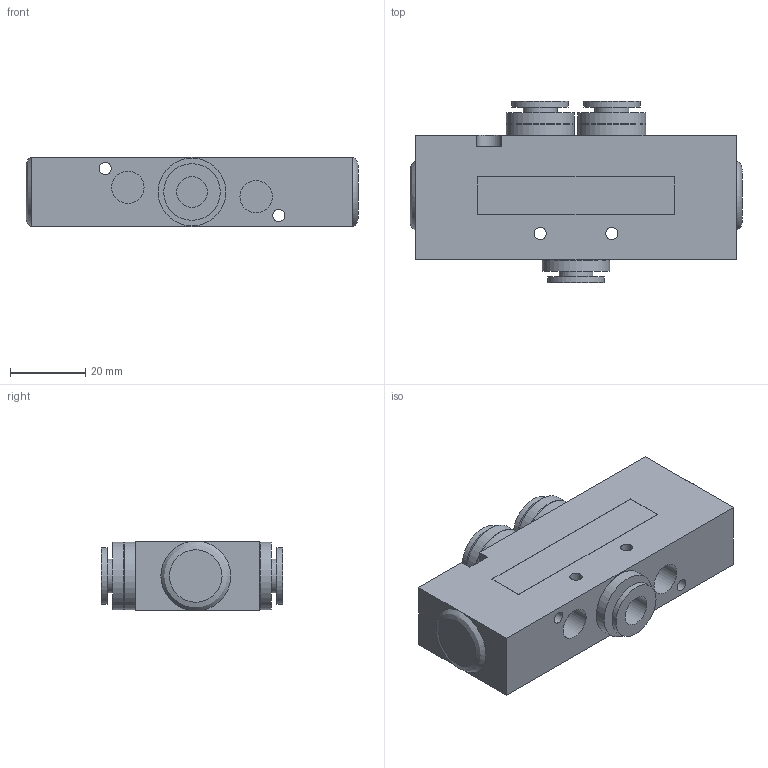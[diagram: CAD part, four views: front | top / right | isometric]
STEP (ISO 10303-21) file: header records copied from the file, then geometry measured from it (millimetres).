
FILE_DESCRIPTION((''),'2;1');
FILE_NAME('2418_52_00_16.stp','2006-01-04T09:30:08',('rivolro1'),(''),'Autodesk Inventor 10','Autodesk Inventor 10','');
FILE_SCHEMA(('AUTOMOTIVE_DESIGN { 1 0 10303 214 1 1 1 1 }'));
Length unit declared in the file: millimetre
Products named in the file (1): 2418_52_00_16
Bounding box: 88 x 48 x 18.5 mm (x, y, z)
Volume: 54291.3 mm3; surface area: 14046.5 mm2
Topology: 1 solids, 1 shells, 73 faces, 150 edges, 99 vertices
Faces by surface type: plane 37, cylinder 16, bspline 16, cone 3, torus 1
Full cylindrical faces by diameter (mm): 8.2 x3, 9 x3, 15 x3, 18 x5
Entity records: 1931 total; most frequent: CARTESIAN_POINT 485, DIRECTION 290, ORIENTED_EDGE 234, EDGE_LOOP 128, EDGE_CURVE 117, AXIS2_PLACEMENT_3D 115, VERTEX_POINT 93, FACE_OUTER_BOUND 73
